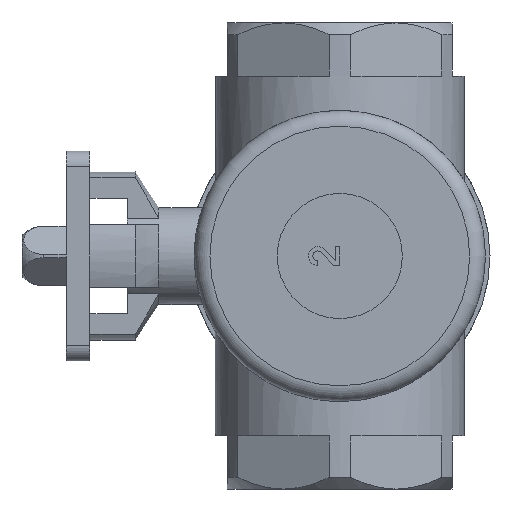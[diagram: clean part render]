
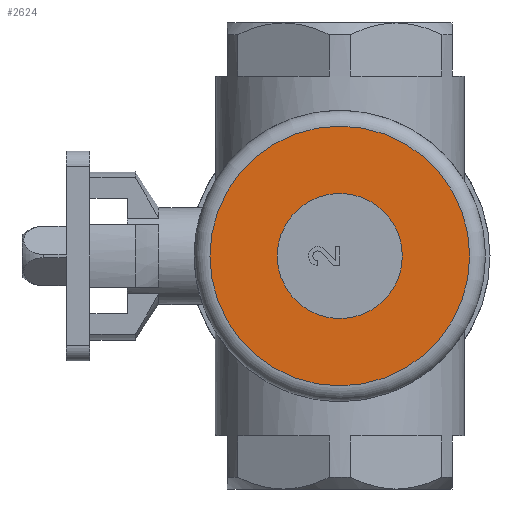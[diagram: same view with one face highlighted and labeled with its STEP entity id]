
A CAD part, left-side view. The second image highlights one B-rep face of the part: STEP entity #2624.
In plain terms, the highlighted planar face has unit normal (-1, 0, 0).
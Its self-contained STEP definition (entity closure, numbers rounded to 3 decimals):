
#245=CIRCLE('',#2888,41.5);
#246=CIRCLE('',#2890,20.);
#614=ORIENTED_EDGE('',*,*,#1308,.F.);
#615=ORIENTED_EDGE('',*,*,#1309,.T.);
#1308=EDGE_CURVE('',#1638,#1638,#245,.T.);
#1309=EDGE_CURVE('',#1639,#1639,#246,.T.);
#1638=VERTEX_POINT('',#4549);
#1639=VERTEX_POINT('',#4552);
#2144=EDGE_LOOP('',(#614));
#2145=EDGE_LOOP('',(#615));
#2357=FACE_BOUND('',#2144,.T.);
#2358=FACE_BOUND('',#2145,.T.);
#2523=PLANE('',#2889);
#2624=ADVANCED_FACE('',(#2357,#2358),#2523,.F.);
#2888=AXIS2_PLACEMENT_3D('',#4548,#3463,#3464);
#2889=AXIS2_PLACEMENT_3D('',#4550,#3465,#3466);
#2890=AXIS2_PLACEMENT_3D('',#4551,#3467,#3468);
#3463=DIRECTION('',(1.,0.,0.));
#3464=DIRECTION('',(0.,0.,-1.));
#3465=DIRECTION('',(1.,0.,0.));
#3466=DIRECTION('',(0.,0.,-1.));
#3467=DIRECTION('',(1.,0.,0.));
#3468=DIRECTION('',(0.,0.,-1.));
#4548=CARTESIAN_POINT('',(-50.5,0.,0.));
#4549=CARTESIAN_POINT('',(-50.5,0.,-41.5));
#4550=CARTESIAN_POINT('',(-50.5,0.,0.));
#4551=CARTESIAN_POINT('',(-50.5,0.,0.));
#4552=CARTESIAN_POINT('',(-50.5,0.,-20.));
